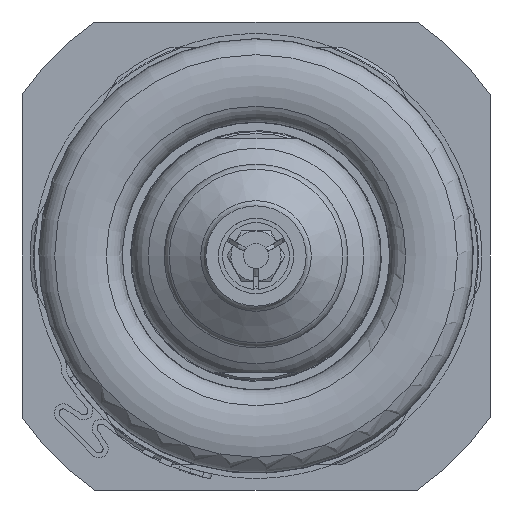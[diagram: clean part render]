
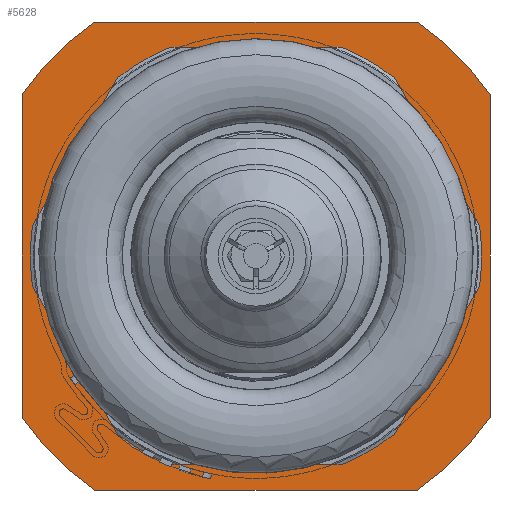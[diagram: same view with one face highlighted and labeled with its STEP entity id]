
A CAD part, left-side view. The second image highlights one B-rep face of the part: STEP entity #5628.
In plain terms, the highlighted planar face has unit normal (-1, 0, 0).
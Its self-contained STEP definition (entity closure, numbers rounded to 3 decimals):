
#540=FACE_BOUND('',#1894,.T.);
#870=LINE('',#9328,#1195);
#871=LINE('',#9330,#1196);
#874=LINE('',#9336,#1199);
#875=LINE('',#9338,#1200);
#880=LINE('',#9352,#1205);
#881=LINE('',#9353,#1206);
#883=LINE('',#9358,#1208);
#884=LINE('',#9359,#1209);
#886=LINE('',#9366,#1211);
#887=LINE('',#9368,#1212);
#890=LINE('',#9374,#1215);
#891=LINE('',#9376,#1216);
#899=LINE('',#9412,#1224);
#907=LINE('',#9448,#1232);
#908=LINE('',#9453,#1233);
#909=LINE('',#9457,#1234);
#1195=VECTOR('',#7363,10.);
#1196=VECTOR('',#7364,10.);
#1199=VECTOR('',#7369,10.);
#1200=VECTOR('',#7370,10.);
#1205=VECTOR('',#7385,10.);
#1206=VECTOR('',#7386,10.);
#1208=VECTOR('',#7390,10.);
#1209=VECTOR('',#7391,10.);
#1211=VECTOR('',#7399,10.);
#1212=VECTOR('',#7400,10.);
#1215=VECTOR('',#7405,10.);
#1216=VECTOR('',#7406,10.);
#1224=VECTOR('',#7450,10.);
#1232=VECTOR('',#7492,10.);
#1233=VECTOR('',#7497,10.);
#1234=VECTOR('',#7500,10.);
#1535=FACE_OUTER_BOUND('',#1893,.T.);
#1893=EDGE_LOOP('',(#4663,#4664,#4665,#4666,#4667,#4668,#4669,#4670));
#1894=EDGE_LOOP('',(#4671,#4672,#4673,#4674,#4675,#4676,#4677,#4678,#4679,
#4680,#4681,#4682,#4683,#4684,#4685,#4686,#4687,#4688));
#2224=CIRCLE('',#6146,27.);
#2225=CIRCLE('',#6148,27.);
#2226=CIRCLE('',#6152,27.);
#2227=CIRCLE('',#6156,27.);
#2228=CIRCLE('',#6158,27.);
#2229=CIRCLE('',#6160,27.);
#2245=CIRCLE('',#6190,34.);
#2246=CIRCLE('',#6191,34.);
#2247=CIRCLE('',#6192,34.);
#2248=CIRCLE('',#6193,34.);
#2675=VERTEX_POINT('',#9325);
#2676=VERTEX_POINT('',#9327);
#2677=VERTEX_POINT('',#9329);
#2678=VERTEX_POINT('',#9333);
#2679=VERTEX_POINT('',#9335);
#2680=VERTEX_POINT('',#9337);
#2681=VERTEX_POINT('',#9341);
#2682=VERTEX_POINT('',#9345);
#2683=VERTEX_POINT('',#9347);
#2684=VERTEX_POINT('',#9351);
#2685=VERTEX_POINT('',#9355);
#2686=VERTEX_POINT('',#9357);
#2687=VERTEX_POINT('',#9363);
#2688=VERTEX_POINT('',#9365);
#2689=VERTEX_POINT('',#9367);
#2690=VERTEX_POINT('',#9371);
#2691=VERTEX_POINT('',#9373);
#2692=VERTEX_POINT('',#9375);
#2700=VERTEX_POINT('',#9406);
#2702=VERTEX_POINT('',#9410);
#2712=VERTEX_POINT('',#9446);
#2713=VERTEX_POINT('',#9447);
#2714=VERTEX_POINT('',#9450);
#2715=VERTEX_POINT('',#9452);
#2716=VERTEX_POINT('',#9454);
#2717=VERTEX_POINT('',#9456);
#3337=EDGE_CURVE('',#2676,#2675,#870,.T.);
#3338=EDGE_CURVE('',#2677,#2676,#871,.T.);
#3341=EDGE_CURVE('',#2679,#2678,#874,.T.);
#3342=EDGE_CURVE('',#2680,#2679,#875,.T.);
#3345=EDGE_CURVE('',#2678,#2681,#2224,.T.);
#3347=EDGE_CURVE('',#2683,#2682,#2225,.T.);
#3349=EDGE_CURVE('',#2684,#2683,#880,.T.);
#3350=EDGE_CURVE('',#2681,#2684,#881,.T.);
#3352=EDGE_CURVE('',#2686,#2685,#883,.T.);
#3353=EDGE_CURVE('',#2682,#2686,#884,.T.);
#3354=EDGE_CURVE('',#2685,#2677,#2226,.T.);
#3356=EDGE_CURVE('',#2688,#2687,#886,.T.);
#3357=EDGE_CURVE('',#2689,#2688,#887,.T.);
#3360=EDGE_CURVE('',#2691,#2690,#890,.T.);
#3361=EDGE_CURVE('',#2692,#2691,#891,.T.);
#3363=EDGE_CURVE('',#2675,#2692,#2227,.T.);
#3364=EDGE_CURVE('',#2690,#2689,#2228,.T.);
#3365=EDGE_CURVE('',#2687,#2680,#2229,.T.);
#3378=EDGE_CURVE('',#2700,#2702,#899,.T.);
#3395=EDGE_CURVE('',#2712,#2713,#907,.T.);
#3396=EDGE_CURVE('',#2700,#2713,#2245,.T.);
#3397=EDGE_CURVE('',#2714,#2702,#2246,.T.);
#3398=EDGE_CURVE('',#2714,#2715,#908,.T.);
#3399=EDGE_CURVE('',#2716,#2715,#2247,.T.);
#3400=EDGE_CURVE('',#2716,#2717,#909,.T.);
#3401=EDGE_CURVE('',#2712,#2717,#2248,.T.);
#4663=ORIENTED_EDGE('',*,*,#3395,.T.);
#4664=ORIENTED_EDGE('',*,*,#3396,.F.);
#4665=ORIENTED_EDGE('',*,*,#3378,.T.);
#4666=ORIENTED_EDGE('',*,*,#3397,.F.);
#4667=ORIENTED_EDGE('',*,*,#3398,.T.);
#4668=ORIENTED_EDGE('',*,*,#3399,.F.);
#4669=ORIENTED_EDGE('',*,*,#3400,.T.);
#4670=ORIENTED_EDGE('',*,*,#3401,.F.);
#4671=ORIENTED_EDGE('',*,*,#3360,.T.);
#4672=ORIENTED_EDGE('',*,*,#3364,.T.);
#4673=ORIENTED_EDGE('',*,*,#3357,.T.);
#4674=ORIENTED_EDGE('',*,*,#3356,.T.);
#4675=ORIENTED_EDGE('',*,*,#3365,.T.);
#4676=ORIENTED_EDGE('',*,*,#3342,.T.);
#4677=ORIENTED_EDGE('',*,*,#3341,.T.);
#4678=ORIENTED_EDGE('',*,*,#3345,.T.);
#4679=ORIENTED_EDGE('',*,*,#3350,.T.);
#4680=ORIENTED_EDGE('',*,*,#3349,.T.);
#4681=ORIENTED_EDGE('',*,*,#3347,.T.);
#4682=ORIENTED_EDGE('',*,*,#3353,.T.);
#4683=ORIENTED_EDGE('',*,*,#3352,.T.);
#4684=ORIENTED_EDGE('',*,*,#3354,.T.);
#4685=ORIENTED_EDGE('',*,*,#3338,.T.);
#4686=ORIENTED_EDGE('',*,*,#3337,.T.);
#4687=ORIENTED_EDGE('',*,*,#3363,.T.);
#4688=ORIENTED_EDGE('',*,*,#3361,.T.);
#5377=PLANE('',#6189);
#5628=ADVANCED_FACE('',(#1535,#540),#5377,.T.);
#6146=AXIS2_PLACEMENT_3D('',#9343,#7375,#7376);
#6148=AXIS2_PLACEMENT_3D('',#9348,#7380,#7381);
#6152=AXIS2_PLACEMENT_3D('',#9361,#7394,#7395);
#6156=AXIS2_PLACEMENT_3D('',#9379,#7410,#7411);
#6158=AXIS2_PLACEMENT_3D('',#9381,#7414,#7415);
#6160=AXIS2_PLACEMENT_3D('',#9383,#7418,#7419);
#6189=AXIS2_PLACEMENT_3D('',#9445,#7490,#7491);
#6190=AXIS2_PLACEMENT_3D('',#9449,#7493,#7494);
#6191=AXIS2_PLACEMENT_3D('',#9451,#7495,#7496);
#6192=AXIS2_PLACEMENT_3D('',#9455,#7498,#7499);
#6193=AXIS2_PLACEMENT_3D('',#9458,#7501,#7502);
#7363=DIRECTION('',(0.,0.5,0.866));
#7364=DIRECTION('',(0.,0.5,0.866));
#7369=DIRECTION('',(0.,-0.5,-0.866));
#7370=DIRECTION('',(0.,-0.5,-0.866));
#7375=DIRECTION('center_axis',(1.,0.,0.));
#7376=DIRECTION('ref_axis',(0.,0.,-1.));
#7380=DIRECTION('center_axis',(1.,0.,0.));
#7381=DIRECTION('ref_axis',(0.,0.,-1.));
#7385=DIRECTION('',(0.,0.5,-0.866));
#7386=DIRECTION('',(0.,0.5,-0.866));
#7390=DIRECTION('',(0.,1.,0.));
#7391=DIRECTION('',(0.,1.,0.));
#7394=DIRECTION('center_axis',(1.,0.,0.));
#7395=DIRECTION('ref_axis',(0.,0.,-1.));
#7399=DIRECTION('',(0.,-1.,0.));
#7400=DIRECTION('',(0.,-1.,0.));
#7405=DIRECTION('',(0.,-0.5,0.866));
#7406=DIRECTION('',(0.,-0.5,0.866));
#7410=DIRECTION('center_axis',(1.,0.,0.));
#7411=DIRECTION('ref_axis',(0.,0.,-1.));
#7414=DIRECTION('center_axis',(1.,0.,0.));
#7415=DIRECTION('ref_axis',(0.,0.,-1.));
#7418=DIRECTION('center_axis',(1.,0.,0.));
#7419=DIRECTION('ref_axis',(0.,0.,-1.));
#7450=DIRECTION('',(0.,0.,1.));
#7490=DIRECTION('center_axis',(-1.,0.,0.));
#7491=DIRECTION('ref_axis',(0.,0.,1.));
#7492=DIRECTION('',(0.,-1.,0.));
#7493=DIRECTION('center_axis',(1.,0.,0.));
#7494=DIRECTION('ref_axis',(0.,1.,0.));
#7495=DIRECTION('center_axis',(1.,0.,0.));
#7496=DIRECTION('ref_axis',(0.,1.,0.));
#7497=DIRECTION('',(0.,1.,0.));
#7498=DIRECTION('center_axis',(1.,0.,0.));
#7499=DIRECTION('ref_axis',(0.,1.,0.));
#7500=DIRECTION('',(0.,0.,-1.));
#7501=DIRECTION('center_axis',(1.,0.,0.));
#7502=DIRECTION('ref_axis',(0.,1.,0.));
#9325=CARTESIAN_POINT('',(0.,26.75,-3.668));
#9327=CARTESIAN_POINT('',(0.,21.651,-12.5));
#9328=CARTESIAN_POINT('',(0.,20.151,-15.098));
#9329=CARTESIAN_POINT('',(0.,16.552,-21.332));
#9330=CARTESIAN_POINT('',(0.,20.151,-15.098));
#9333=CARTESIAN_POINT('',(0.,-26.75,3.668));
#9335=CARTESIAN_POINT('',(0.,-21.651,12.5));
#9336=CARTESIAN_POINT('',(0.,-13.151,27.222));
#9337=CARTESIAN_POINT('',(0.,-16.552,21.332));
#9338=CARTESIAN_POINT('',(0.,-13.151,27.222));
#9341=CARTESIAN_POINT('',(0.,-26.75,-3.668));
#9343=CARTESIAN_POINT('Origin',(0.,0.,
0.));
#9345=CARTESIAN_POINT('',(0.,-10.198,-25.));
#9347=CARTESIAN_POINT('',(0.,-16.552,-21.332));
#9348=CARTESIAN_POINT('Origin',(0.,0.,
0.));
#9351=CARTESIAN_POINT('',(0.,-21.651,-12.5));
#9352=CARTESIAN_POINT('',(0.,-23.151,-9.902));
#9353=CARTESIAN_POINT('',(0.,-23.151,-9.902));
#9355=CARTESIAN_POINT('',(0.,10.198,-25.));
#9357=CARTESIAN_POINT('',(0.,0.,-25.));
#9358=CARTESIAN_POINT('',(0.,4.,-25.));
#9359=CARTESIAN_POINT('',(0.,4.,-25.));
#9361=CARTESIAN_POINT('Origin',(0.,0.,
0.));
#9363=CARTESIAN_POINT('',(0.,-10.198,25.));
#9365=CARTESIAN_POINT('',(0.,0.,25.));
#9366=CARTESIAN_POINT('',(0.,24.,25.));
#9367=CARTESIAN_POINT('',(0.,10.198,25.));
#9368=CARTESIAN_POINT('',(0.,24.,25.));
#9371=CARTESIAN_POINT('',(0.,16.552,21.332));
#9373=CARTESIAN_POINT('',(0.,21.651,12.5));
#9374=CARTESIAN_POINT('',(0.,30.151,-2.222));
#9375=CARTESIAN_POINT('',(0.,26.75,3.668));
#9376=CARTESIAN_POINT('',(0.,30.151,-2.222));
#9379=CARTESIAN_POINT('Origin',(0.,0.,
0.));
#9381=CARTESIAN_POINT('Origin',(0.,0.,
0.));
#9383=CARTESIAN_POINT('Origin',(0.,0.,
0.));
#9406=CARTESIAN_POINT('',(0.,-28.,-19.287));
#9410=CARTESIAN_POINT('',(0.,-28.,19.287));
#9412=CARTESIAN_POINT('',(0.,-28.,12.5));
#9445=CARTESIAN_POINT('Origin',(0.,28.,0.));
#9446=CARTESIAN_POINT('',(0.,19.287,-28.));
#9447=CARTESIAN_POINT('',(0.,-19.287,-28.));
#9448=CARTESIAN_POINT('',(0.,1.5,-28.));
#9449=CARTESIAN_POINT('Origin',(0.,0.,0.));
#9450=CARTESIAN_POINT('',(0.,-19.287,28.));
#9451=CARTESIAN_POINT('Origin',(0.,0.,0.));
#9452=CARTESIAN_POINT('',(0.,19.287,28.));
#9453=CARTESIAN_POINT('',(0.,26.5,28.));
#9454=CARTESIAN_POINT('',(0.,28.,19.287));
#9455=CARTESIAN_POINT('Origin',(0.,0.,0.));
#9456=CARTESIAN_POINT('',(0.,28.,-19.287));
#9457=CARTESIAN_POINT('',(0.,28.,-12.5));
#9458=CARTESIAN_POINT('Origin',(0.,0.,0.));
